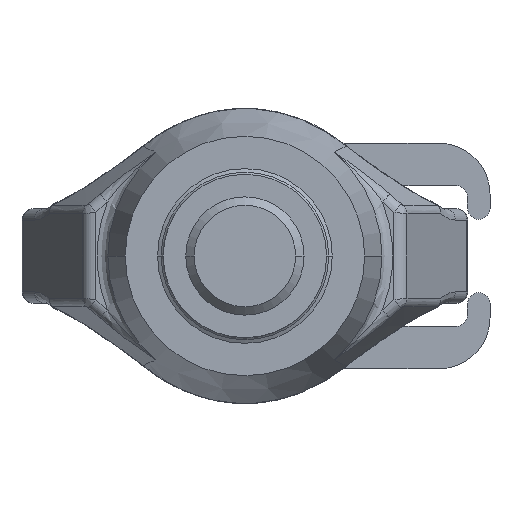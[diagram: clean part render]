
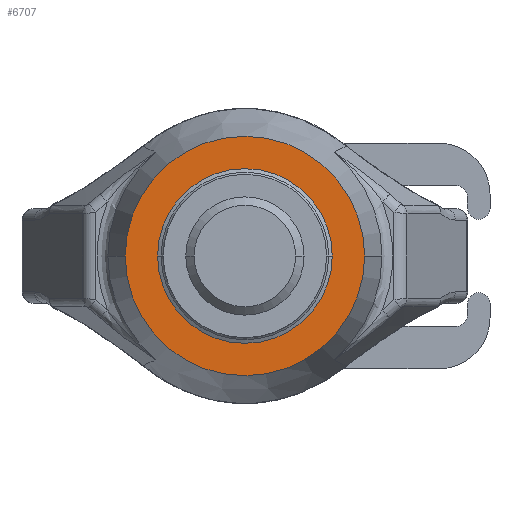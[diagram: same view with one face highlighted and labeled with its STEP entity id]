
A CAD part, front view. The second image highlights one B-rep face of the part: STEP entity #6707.
In plain terms, the highlighted planar face has unit normal (0, -1, 0).
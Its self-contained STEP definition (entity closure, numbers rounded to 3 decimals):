
#2=CARTESIAN_POINT('',(0.,-79.,0.));
#3=DIRECTION('',(0.,-1.,0.));
#4=DIRECTION('',(1.,0.,0.));
#5=AXIS2_PLACEMENT_3D('',#2,#3,#4);
#7=CARTESIAN_POINT('',(0.,-79.,0.));
#8=DIRECTION('',(0.,-1.,0.));
#9=DIRECTION('',(-1.,0.,0.));
#10=AXIS2_PLACEMENT_3D('',#7,#8,#9);
#16=CARTESIAN_POINT('',(0.,-79.,0.));
#17=DIRECTION('',(0.,-1.,0.));
#18=DIRECTION('',(1.,0.,0.));
#19=AXIS2_PLACEMENT_3D('',#16,#17,#18);
#143=CARTESIAN_POINT('',(0.,-79.,0.));
#144=DIRECTION('',(0.,1.,0.));
#145=DIRECTION('',(1.,0.,0.));
#146=AXIS2_PLACEMENT_3D('',#143,#144,#145);
#5432=CARTESIAN_POINT('',(42.5,-79.,0.));
#5434=VERTEX_POINT('',#5432);
#5436=CARTESIAN_POINT('',(-42.5,-79.,0.));
#5438=VERTEX_POINT('',#5436);
#5456=CARTESIAN_POINT('',(31.,-79.,0.));
#5457=CARTESIAN_POINT('',(-31.,-79.,0.));
#5458=VERTEX_POINT('',#5456);
#5459=VERTEX_POINT('',#5457);
#6690=CARTESIAN_POINT('',(0.,-79.,0.));
#6691=DIRECTION('',(0.,-1.,0.));
#6692=DIRECTION('',(-1.,0.,0.));
#6693=AXIS2_PLACEMENT_3D('',#6690,#6691,#6692);
#6694=PLANE('',#6693);
#6696=ORIENTED_EDGE('',*,*,#6695,.F.);
#6698=ORIENTED_EDGE('',*,*,#6697,.T.);
#6699=EDGE_LOOP('',(#6696,#6698));
#6700=FACE_OUTER_BOUND('',#6699,.F.);
#6702=ORIENTED_EDGE('',*,*,#6701,.T.);
#6704=ORIENTED_EDGE('',*,*,#6703,.T.);
#6705=EDGE_LOOP('',(#6702,#6704));
#6706=FACE_BOUND('',#6705,.F.);
#6707=ADVANCED_FACE('',(#6700,#6706),#6694,.T.);
#6=CIRCLE('',#5,31.);
#11=CIRCLE('',#10,31.);
#20=CIRCLE('',#19,42.5);
#147=CIRCLE('',#146,42.5);
#6695=EDGE_CURVE('',#5434,#5438,#20,.T.);
#6697=EDGE_CURVE('',#5434,#5438,#147,.T.);
#6701=EDGE_CURVE('',#5458,#5459,#6,.T.);
#6703=EDGE_CURVE('',#5459,#5458,#11,.T.);
